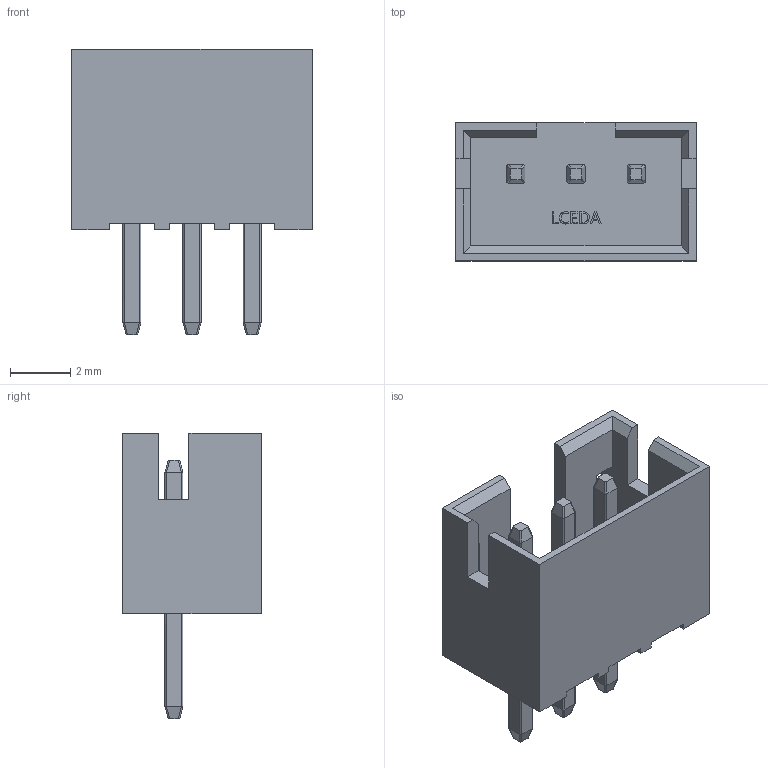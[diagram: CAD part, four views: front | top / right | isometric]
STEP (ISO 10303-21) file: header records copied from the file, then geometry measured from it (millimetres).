
FILE_DESCRIPTION (( 'STEP AP214' ), '1' );
FILE_NAME ('CONN-TH_PH2.00-LI-3P.step', '2022-08-08T03:26:52', ( '' ), ( '' ), 'SwSTEP 2.0', 'SolidWorks 2020', '' );
FILE_SCHEMA (( 'AUTOMOTIVE_DESIGN' ));
Length unit declared in the file: millimetre
Products named in the file (1): CONN-TH_PH2.00-LI-3P
Bounding box: 8 x 4.6 x 9.5 mm (x, y, z)
Volume: 99 mm3; surface area: 348.1 mm2
Topology: 14 solids, 14 shells, 439 faces, 1198 edges, 796 vertices
Faces by surface type: plane 279, bspline 112, cylinder 48
Entity records: 19916 total; most frequent: CARTESIAN_POINT 4826, ORIENTED_EDGE 2396, DIRECTION 1554, EDGE_CURVE 1198, LINE 850, VECTOR 850, VERTEX_POINT 796, EDGE_LOOP 464
